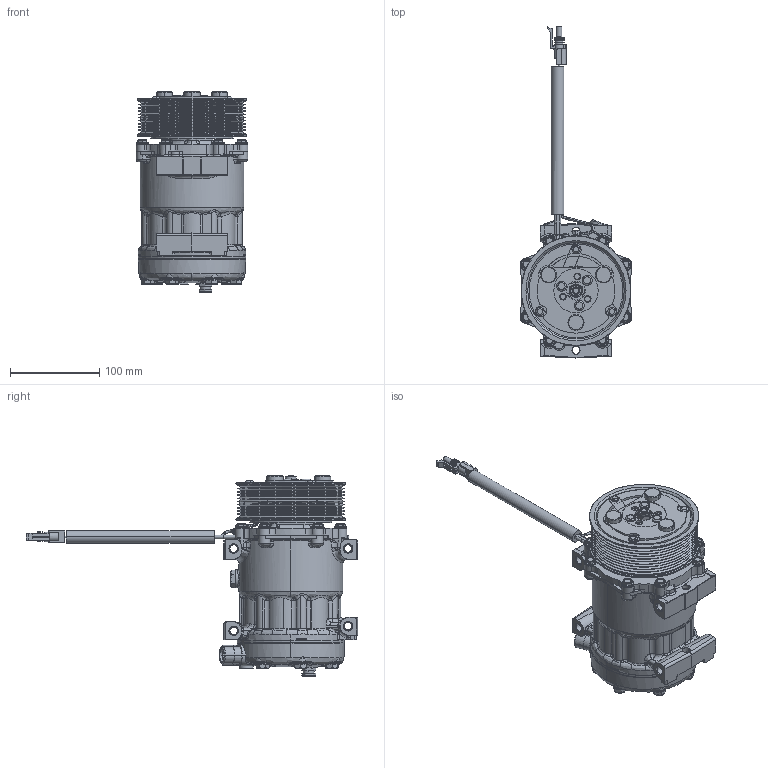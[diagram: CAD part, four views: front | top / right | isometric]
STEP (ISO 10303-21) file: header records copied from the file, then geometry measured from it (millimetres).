
FILE_DESCRIPTION (( 'STEP AP203' ), '1' );
FILE_NAME ('SANDEN_4405_REV_B_COMPR_AC.STEP', '2009-03-18T20:44:13', ( '' ), ( '' ), 'SwSTEP 2.0', 'SolidWorks 2007', '' );
FILE_SCHEMA (( 'CONFIG_CONTROL_DESIGN' ));
Length unit declared in the file: millimetre
Products named in the file (1): SANDEN_4405_REV_B_COMPR_AC
Bounding box: 125 x 371.31 x 224.3 mm (x, y, z)
Volume: 2217194.5 mm3; surface area: 264524.9 mm2
Topology: 1 solids, 3 shells, 2492 faces, 6315 edges, 3847 vertices
Faces by surface type: bspline 801, cylinder 650, plane 620, cone 313, torus 108
Entity records: 156406 total; most frequent: CARTESIAN_POINT 103368, ORIENTED_EDGE 12540, DIRECTION 9083, EDGE_CURVE 6270, VERTEX_POINT 3847, AXIS2_PLACEMENT_3D 3650, EDGE_LOOP 2641, FACE_OUTER_BOUND 2492
